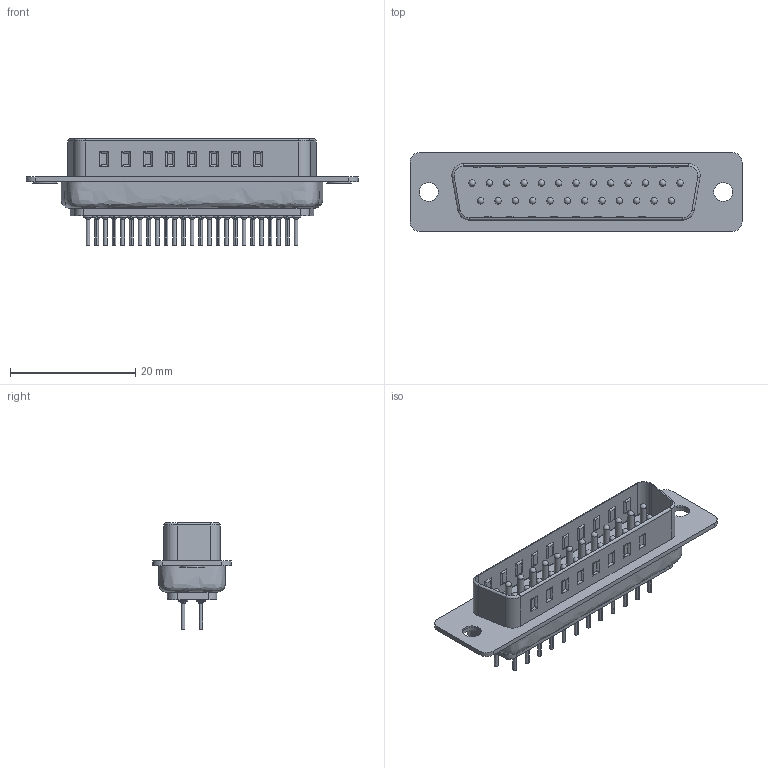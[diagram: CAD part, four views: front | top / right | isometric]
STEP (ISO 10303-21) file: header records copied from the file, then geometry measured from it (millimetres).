
FILE_DESCRIPTION(/* description */ ('Unknown'),/* implementation_level */ '2;1');
FILE_NAME(/* name */ 'J_Wurth_WR-DSUB_61802525023',/* time_stamp */ '2025-07-10T15:21:18+08:00',/* author */ ('Unknown'),/* organization */ ('Unknown'),/* preprocessor_version */ 'ST-DEVELOPER v19.4',/* originating_system */ 'Solid Edge',/* authorisation */ 'Unknown');
FILE_SCHEMA (('AUTOMOTIVE_DESIGN {1 0 10303 214 3 1 1}'));
Products named in the file (2): J_Wurth_WR-DSUB_61802525023
Assembly tree (1 placements, depth 2):
  J_Wurth_WR-DSUB_61802525023
    J_Wurth_WR-DSUB_61802525023
Bounding box: 53.05 x 12.55 x 17 mm (x, y, z)
Volume: 2514.1 mm3; surface area: 5815.5 mm2
Topology: 1 solids, 1 shells, 1674 faces, 4743 edges, 3062 vertices
Faces by surface type: plane 1017, cylinder 563, torus 33, sphere 25, cone 25, bspline 11
Full cylindrical faces by diameter (mm): 3 x2, 3.1 x2, 3.9 x2
Entity records: 75116 total; most frequent: CARTESIAN_POINT 19076, DIRECTION 9477, ORIENTED_EDGE 9360, EDGE_CURVE 4680, AXIS2_PLACEMENT_3D 3382, VERTEX_POINT 3033, LINE 2713, VECTOR 2713
